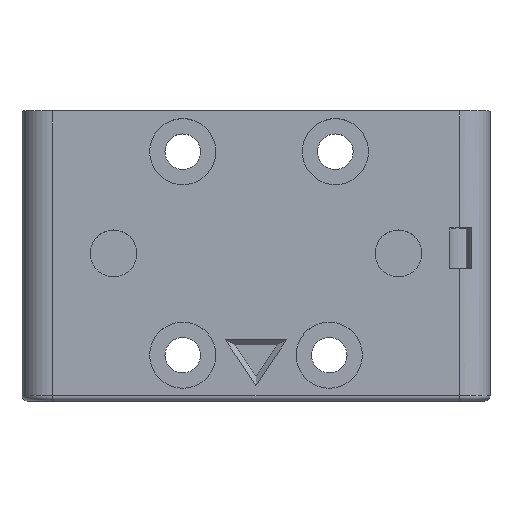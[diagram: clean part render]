
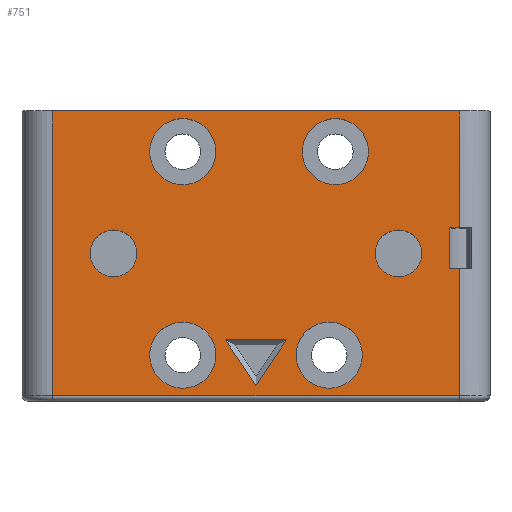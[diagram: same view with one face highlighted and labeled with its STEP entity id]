
A CAD part, top view. The second image highlights one B-rep face of the part: STEP entity #751.
In plain terms, the highlighted planar face has unit normal (0, 0, 1).
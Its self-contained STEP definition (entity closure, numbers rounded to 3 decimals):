
#24=FACE_BOUND('',#129,.T.);
#25=FACE_BOUND('',#130,.T.);
#26=FACE_BOUND('',#131,.T.);
#27=FACE_BOUND('',#132,.T.);
#28=FACE_BOUND('',#133,.T.);
#29=FACE_BOUND('',#134,.T.);
#30=FACE_BOUND('',#135,.T.);
#51=PLANE('',#828);
#77=FACE_OUTER_BOUND('',#128,.T.);
#128=EDGE_LOOP('',(#551,#552,#553,#554,#555,#556,#557,#558));
#129=EDGE_LOOP('',(#559));
#130=EDGE_LOOP('',(#560));
#131=EDGE_LOOP('',(#561,#562,#563));
#132=EDGE_LOOP('',(#564));
#133=EDGE_LOOP('',(#565));
#134=EDGE_LOOP('',(#566));
#135=EDGE_LOOP('',(#567));
#190=LINE('',#1178,#241);
#192=LINE('',#1182,#243);
#195=LINE('',#1187,#246);
#198=LINE('',#1198,#249);
#202=LINE('',#1212,#253);
#203=LINE('',#1216,#254);
#205=LINE('',#1220,#256);
#206=LINE('',#1222,#257);
#207=LINE('',#1224,#258);
#208=LINE('',#1226,#259);
#209=LINE('',#1227,#260);
#241=VECTOR('',#929,10.);
#243=VECTOR('',#933,10.);
#246=VECTOR('',#938,10.);
#249=VECTOR('',#949,10.);
#253=VECTOR('',#963,10.);
#254=VECTOR('',#968,10.);
#256=VECTOR('',#972,10.);
#257=VECTOR('',#973,10.);
#258=VECTOR('',#974,10.);
#259=VECTOR('',#975,10.);
#260=VECTOR('',#976,10.);
#288=CIRCLE('',#807,2.3);
#290=CIRCLE('',#811,2.3);
#298=CIRCLE('',#829,3.25);
#299=CIRCLE('',#830,3.25);
#300=CIRCLE('',#831,3.25);
#301=CIRCLE('',#832,3.25);
#338=VERTEX_POINT('',#1158);
#340=VERTEX_POINT('',#1165);
#344=VERTEX_POINT('',#1175);
#345=VERTEX_POINT('',#1177);
#346=VERTEX_POINT('',#1181);
#348=VERTEX_POINT('',#1191);
#351=VERTEX_POINT('',#1196);
#356=VERTEX_POINT('',#1209);
#357=VERTEX_POINT('',#1214);
#358=VERTEX_POINT('',#1219);
#359=VERTEX_POINT('',#1221);
#360=VERTEX_POINT('',#1223);
#361=VERTEX_POINT('',#1225);
#362=VERTEX_POINT('',#1228);
#363=VERTEX_POINT('',#1230);
#364=VERTEX_POINT('',#1232);
#365=VERTEX_POINT('',#1234);
#404=EDGE_CURVE('',#338,#338,#288,.T.);
#407=EDGE_CURVE('',#340,#340,#290,.T.);
#412=EDGE_CURVE('',#345,#344,#190,.T.);
#414=EDGE_CURVE('',#344,#346,#192,.T.);
#417=EDGE_CURVE('',#346,#345,#195,.T.);
#422=EDGE_CURVE('',#348,#351,#198,.T.);
#429=EDGE_CURVE('',#356,#348,#202,.T.);
#431=EDGE_CURVE('',#351,#357,#203,.T.);
#433=EDGE_CURVE('',#358,#357,#205,.T.);
#434=EDGE_CURVE('',#358,#359,#206,.T.);
#435=EDGE_CURVE('',#360,#359,#207,.T.);
#436=EDGE_CURVE('',#361,#360,#208,.T.);
#437=EDGE_CURVE('',#356,#361,#209,.T.);
#438=EDGE_CURVE('',#362,#362,#298,.T.);
#439=EDGE_CURVE('',#363,#363,#299,.T.);
#440=EDGE_CURVE('',#364,#364,#300,.T.);
#441=EDGE_CURVE('',#365,#365,#301,.T.);
#551=ORIENTED_EDGE('',*,*,#429,.T.);
#552=ORIENTED_EDGE('',*,*,#422,.T.);
#553=ORIENTED_EDGE('',*,*,#431,.T.);
#554=ORIENTED_EDGE('',*,*,#433,.F.);
#555=ORIENTED_EDGE('',*,*,#434,.T.);
#556=ORIENTED_EDGE('',*,*,#435,.F.);
#557=ORIENTED_EDGE('',*,*,#436,.F.);
#558=ORIENTED_EDGE('',*,*,#437,.F.);
#559=ORIENTED_EDGE('',*,*,#404,.T.);
#560=ORIENTED_EDGE('',*,*,#407,.T.);
#561=ORIENTED_EDGE('',*,*,#412,.T.);
#562=ORIENTED_EDGE('',*,*,#414,.T.);
#563=ORIENTED_EDGE('',*,*,#417,.T.);
#564=ORIENTED_EDGE('',*,*,#438,.T.);
#565=ORIENTED_EDGE('',*,*,#439,.T.);
#566=ORIENTED_EDGE('',*,*,#440,.T.);
#567=ORIENTED_EDGE('',*,*,#441,.T.);
#751=ADVANCED_FACE('',(#77,#24,#25,#26,#27,#28,#29,#30),#51,.F.);
#807=AXIS2_PLACEMENT_3D('',#1159,#909,#910);
#811=AXIS2_PLACEMENT_3D('',#1166,#918,#919);
#828=AXIS2_PLACEMENT_3D('',#1218,#970,#971);
#829=AXIS2_PLACEMENT_3D('',#1229,#977,#978);
#830=AXIS2_PLACEMENT_3D('',#1231,#979,#980);
#831=AXIS2_PLACEMENT_3D('',#1233,#981,#982);
#832=AXIS2_PLACEMENT_3D('',#1235,#983,#984);
#909=DIRECTION('center_axis',(0.,0.,
-1.));
#910=DIRECTION('ref_axis',(-1.,0.,0.));
#918=DIRECTION('center_axis',(0.,0.,
-1.));
#919=DIRECTION('ref_axis',(-1.,0.,0.));
#929=DIRECTION('',(1.,0.,0.));
#933=DIRECTION('',(-0.555,-0.832,0.));
#938=DIRECTION('',(-0.555,0.832,0.));
#949=DIRECTION('',(0.,1.,0.));
#963=DIRECTION('',(-1.,0.,0.));
#968=DIRECTION('',(1.,0.,0.));
#970=DIRECTION('center_axis',(0.,0.,
-1.));
#971=DIRECTION('ref_axis',(1.,0.,0.));
#972=DIRECTION('',(0.,-1.,0.));
#973=DIRECTION('',(-1.,0.,0.));
#974=DIRECTION('',(0.,1.,0.));
#975=DIRECTION('',(-1.,0.,0.));
#976=DIRECTION('',(0.,-1.,0.));
#977=DIRECTION('center_axis',(0.,0.,
-1.));
#978=DIRECTION('ref_axis',(-1.,0.,0.));
#979=DIRECTION('center_axis',(0.,0.,
-1.));
#980=DIRECTION('ref_axis',(-1.,0.,0.));
#981=DIRECTION('center_axis',(0.,0.,
-1.));
#982=DIRECTION('ref_axis',(1.,0.,0.));
#983=DIRECTION('center_axis',(0.,0.,
-1.));
#984=DIRECTION('ref_axis',(1.,0.,0.));
#1158=CARTESIAN_POINT('',(-14.4,56.727,46.7));
#1159=CARTESIAN_POINT('Origin',(-16.7,56.727,46.7));
#1165=CARTESIAN_POINT('',(13.6,56.727,46.7));
#1166=CARTESIAN_POINT('Origin',(11.3,56.727,46.7));
#1175=CARTESIAN_POINT('',(0.3,48.227,46.7));
#1177=CARTESIAN_POINT('',(-5.7,48.227,46.7));
#1178=CARTESIAN_POINT('',(4.7,48.227,46.7));
#1181=CARTESIAN_POINT('',(-2.7,43.727,46.7));
#1182=CARTESIAN_POINT('',(7.885,59.604,46.7));
#1187=CARTESIAN_POINT('',(-6.308,49.138,46.7));
#1191=CARTESIAN_POINT('',(16.326,55.227,46.7));
#1196=CARTESIAN_POINT('',(16.326,59.227,46.7));
#1198=CARTESIAN_POINT('',(16.326,55.227,46.7));
#1209=CARTESIAN_POINT('',(17.3,55.227,46.7));
#1212=CARTESIAN_POINT('',(16.619,55.227,46.7));
#1214=CARTESIAN_POINT('',(17.3,59.227,46.7));
#1216=CARTESIAN_POINT('',(16.619,59.227,46.7));
#1218=CARTESIAN_POINT('Origin',(15.1,71.227,46.7));
#1219=CARTESIAN_POINT('',(17.3,70.727,46.7));
#1220=CARTESIAN_POINT('',(17.3,52.153,46.7));
#1221=CARTESIAN_POINT('',(-22.7,70.727,46.7));
#1222=CARTESIAN_POINT('',(-14.2,70.727,46.7));
#1223=CARTESIAN_POINT('',(-22.7,42.727,46.7));
#1224=CARTESIAN_POINT('',(-22.7,71.227,46.7));
#1225=CARTESIAN_POINT('',(17.3,42.727,46.7));
#1226=CARTESIAN_POINT('',(6.199,42.727,46.7));
#1227=CARTESIAN_POINT('',(17.3,52.153,46.7));
#1228=CARTESIAN_POINT('',(7.75,46.727,46.7));
#1229=CARTESIAN_POINT('Origin',(4.5,46.727,46.7));
#1230=CARTESIAN_POINT('',(-6.65,46.727,46.7));
#1231=CARTESIAN_POINT('Origin',(-9.9,46.727,46.7));
#1232=CARTESIAN_POINT('',(-13.15,66.727,46.7));
#1233=CARTESIAN_POINT('Origin',(-9.9,66.727,46.7));
#1234=CARTESIAN_POINT('',(1.85,66.727,46.7));
#1235=CARTESIAN_POINT('Origin',(5.1,66.727,46.7));
